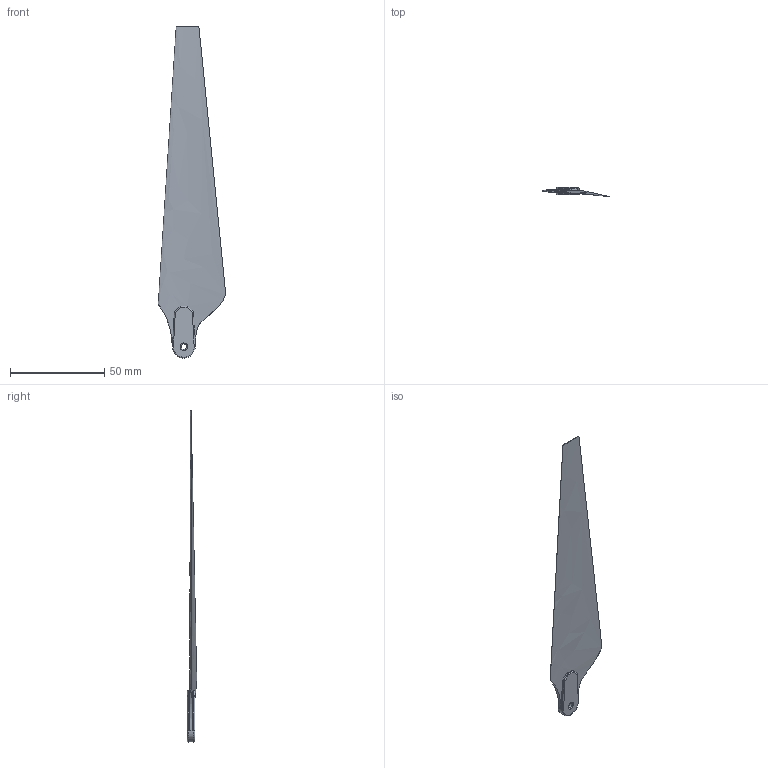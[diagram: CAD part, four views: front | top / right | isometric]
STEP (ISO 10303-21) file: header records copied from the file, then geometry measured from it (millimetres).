
FILE_DESCRIPTION (( 'STEP AP203' ), '1' );
FILE_NAME ('Prop_Standard_sldprt.STEP', '2017-11-29T20:50:30', ( '' ), ( '' ), 'SwSTEP 2.0', 'SolidWorks 2017', '' );
FILE_SCHEMA (( 'CONFIG_CONTROL_DESIGN' ));
Length unit declared in the file: millimetre
Products named in the file (1): Prop_Standard_sldprt
Bounding box: 35.78 x 4.95 x 175.98 mm (x, y, z)
Volume: 3723.4 mm3; surface area: 8372.8 mm2
Topology: 1 solids, 1 shells, 36 faces, 86 edges, 52 vertices
Faces by surface type: cylinder 13, plane 13, torus 6, bspline 4
Entity records: 1258 total; most frequent: CARTESIAN_POINT 406, ORIENTED_EDGE 172, DIRECTION 144, EDGE_CURVE 86, AXIS2_PLACEMENT_3D 53, VERTEX_POINT 52, VECTOR 38, LINE 38
